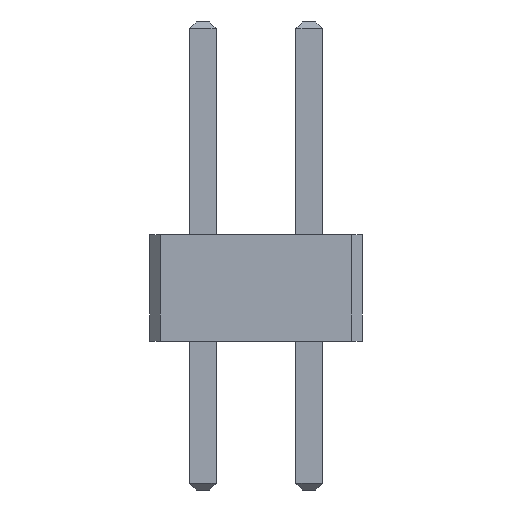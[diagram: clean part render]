
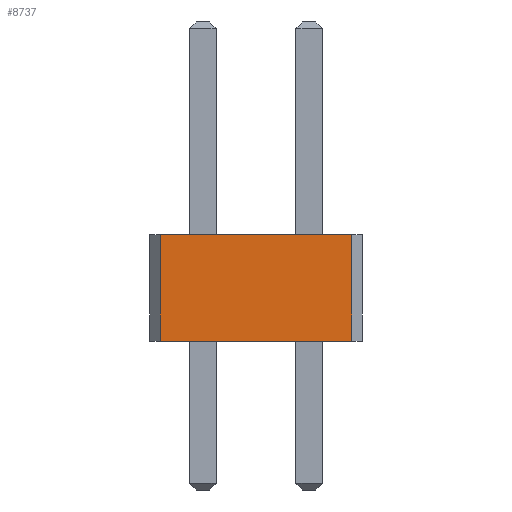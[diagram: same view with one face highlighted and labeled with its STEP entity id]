
A CAD part, front view. The second image highlights one B-rep face of the part: STEP entity #8737.
In plain terms, the highlighted planar face has unit normal (0, -1, 0).
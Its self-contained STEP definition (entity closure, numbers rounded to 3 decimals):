
#695 = VERTEX_POINT('',#696);
#696 = CARTESIAN_POINT('',(2.8,-51.,0.));
#702 = EDGE_CURVE('',#703,#695,#705,.T.);
#703 = VERTEX_POINT('',#704);
#704 = CARTESIAN_POINT('',(-0.8,-51.,0.));
#705 = LINE('',#706,#707);
#706 = CARTESIAN_POINT('',(-1.,-51.,0.));
#707 = VECTOR('',#708,1.);
#708 = DIRECTION('',(1.,0.,0.));
#3751 = VERTEX_POINT('',#3752);
#3752 = CARTESIAN_POINT('',(-0.8,-51.,2.));
#3758 = EDGE_CURVE('',#3751,#3759,#3761,.T.);
#3759 = VERTEX_POINT('',#3760);
#3760 = CARTESIAN_POINT('',(2.8,-51.,2.));
#3761 = LINE('',#3762,#3763);
#3762 = CARTESIAN_POINT('',(-1.,-51.,2.));
#3763 = VECTOR('',#3764,1.);
#3764 = DIRECTION('',(1.,0.,0.));
#8727 = EDGE_CURVE('',#703,#3751,#8728,.T.);
#8728 = LINE('',#8729,#8730);
#8729 = CARTESIAN_POINT('',(-0.8,-51.,0.));
#8730 = VECTOR('',#8731,1.);
#8731 = DIRECTION('',(0.,0.,1.));
#8737 = ADVANCED_FACE('',(#8738),#8749,.F.);
#8738 = FACE_BOUND('',#8739,.F.);
#8739 = EDGE_LOOP('',(#8740,#8741,#8742,#8743));
#8740 = ORIENTED_EDGE('',*,*,#702,.F.);
#8741 = ORIENTED_EDGE('',*,*,#8727,.T.);
#8742 = ORIENTED_EDGE('',*,*,#3758,.T.);
#8743 = ORIENTED_EDGE('',*,*,#8744,.F.);
#8744 = EDGE_CURVE('',#695,#3759,#8745,.T.);
#8745 = LINE('',#8746,#8747);
#8746 = CARTESIAN_POINT('',(2.8,-51.,0.));
#8747 = VECTOR('',#8748,1.);
#8748 = DIRECTION('',(0.,0.,1.));
#8749 = PLANE('',#8750);
#8750 = AXIS2_PLACEMENT_3D('',#8751,#8752,#8753);
#8751 = CARTESIAN_POINT('',(-1.,-51.,0.));
#8752 = DIRECTION('',(0.,1.,0.));
#8753 = DIRECTION('',(1.,0.,0.));
